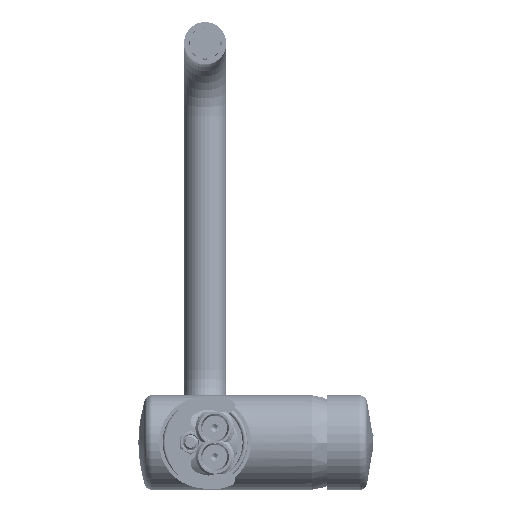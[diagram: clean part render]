
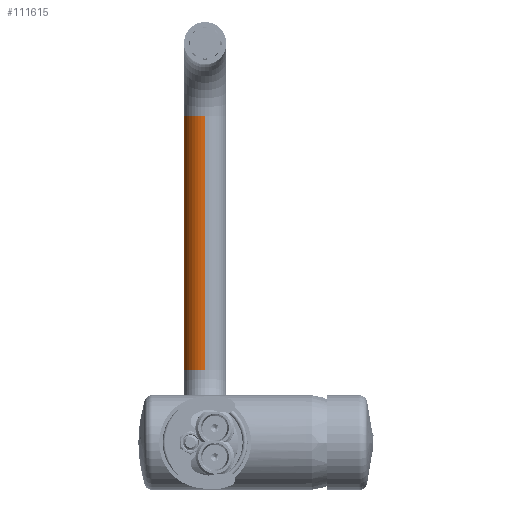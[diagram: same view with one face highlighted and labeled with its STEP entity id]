
A CAD part, front view. The second image highlights one B-rep face of the part: STEP entity #111615.
In plain terms, the highlighted cylindrical face has radius 11.113 mm (diameter 22.225 mm), a partial arc.
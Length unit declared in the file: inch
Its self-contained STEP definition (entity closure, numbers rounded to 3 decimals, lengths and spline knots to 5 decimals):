
#111319=CARTESIAN_POINT('',(6.75,6.374,0.));
#111320=DIRECTION('',(-1.,0.,0.));
#111321=DIRECTION('',(0.,-1.,0.));
#111322=AXIS2_PLACEMENT_3D('',#111319,#111320,#111321);
#111324=DIRECTION('',(-1.,0.,0.));
#111325=VECTOR('',#111324,5.25);
#111326=CARTESIAN_POINT('',(6.75,5.9365,0.));
#111327=LINE('',#111326,#111325);
#111333=DIRECTION('',(-1.,0.,0.));
#111334=VECTOR('',#111333,5.25);
#111335=CARTESIAN_POINT('',(6.75,6.8115,0.));
#111336=LINE('',#111335,#111334);
#111347=CARTESIAN_POINT('',(1.5,6.374,0.));
#111348=DIRECTION('',(-1.,0.,0.));
#111349=DIRECTION('',(0.,-1.,0.));
#111350=AXIS2_PLACEMENT_3D('',#111347,#111348,#111349);
#111495=CARTESIAN_POINT('',(6.75,5.9365,0.));
#111496=CARTESIAN_POINT('',(6.75,6.8115,0.));
#111497=VERTEX_POINT('',#111495);
#111498=VERTEX_POINT('',#111496);
#111503=CARTESIAN_POINT('',(1.5,5.9365,0.));
#111504=CARTESIAN_POINT('',(1.5,6.8115,0.));
#111505=VERTEX_POINT('',#111503);
#111506=VERTEX_POINT('',#111504);
#111601=CARTESIAN_POINT('',(6.75,6.374,0.));
#111602=DIRECTION('',(-1.,0.,0.));
#111603=DIRECTION('',(0.,-1.,0.));
#111604=AXIS2_PLACEMENT_3D('',#111601,#111602,#111603);
#111605=CYLINDRICAL_SURFACE('',#111604,0.4375);
#111606=ORIENTED_EDGE('',*,*,#111595,.F.);
#111608=ORIENTED_EDGE('',*,*,#111607,.T.);
#111610=ORIENTED_EDGE('',*,*,#111609,.T.);
#111612=ORIENTED_EDGE('',*,*,#111611,.F.);
#111613=EDGE_LOOP('',(#111606,#111608,#111610,#111612));
#111614=FACE_OUTER_BOUND('',#111613,.F.);
#111615=ADVANCED_FACE('',(#111614),#111605,.T.);
#111323=CIRCLE('',#111322,0.4375);
#111351=CIRCLE('',#111350,0.4375);
#111595=EDGE_CURVE('',#111497,#111498,#111323,.T.);
#111607=EDGE_CURVE('',#111497,#111505,#111327,.T.);
#111609=EDGE_CURVE('',#111505,#111506,#111351,.T.);
#111611=EDGE_CURVE('',#111498,#111506,#111336,.T.);
